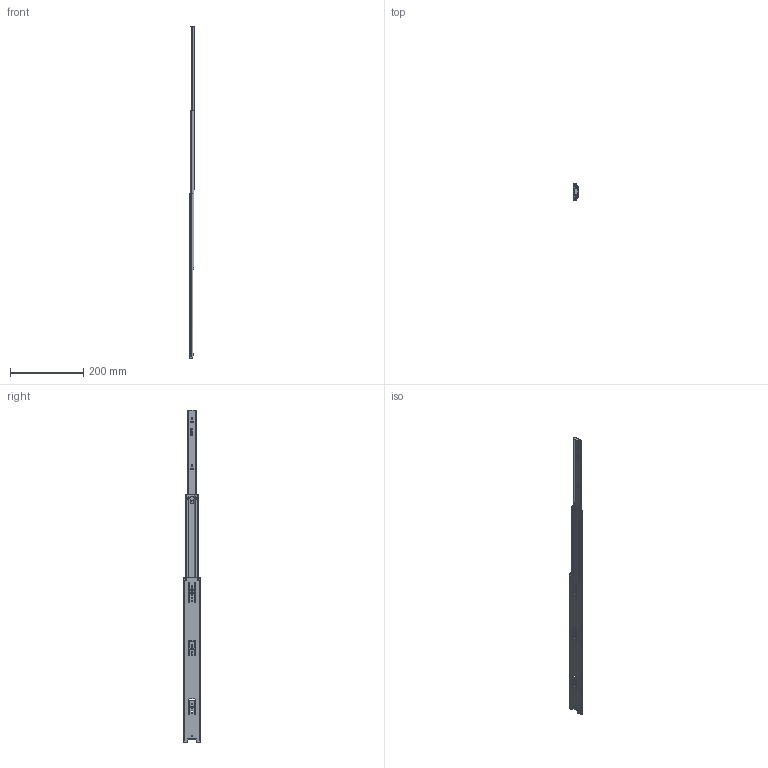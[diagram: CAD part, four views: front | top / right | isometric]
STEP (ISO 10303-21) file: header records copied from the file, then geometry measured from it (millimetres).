
FILE_DESCRIPTION(/* description */ ('Vollauszug Serie 072 450x457'),/* implementation_level */ '2;1');
FILE_NAME(/* name */ '07000077004.stp',/* time_stamp */ '2020-07-10T14:18:23+02:00',/* author */ ('Philipp Joos'),/* organization */ (''),/* preprocessor_version */ 'ST-DEVELOPER v18',/* originating_system */ 'Autodesk Inventor 2020',/* authorisation */ '');
FILE_SCHEMA (('AUTOMOTIVE_DESIGN { 1 0 10303 214 3 1 1 }'));
Length unit declared in the file: millimetre
Products named in the file (1): 07000077004
Bounding box: 12.7 x 45.5 x 907 mm (x, y, z)
Volume: 92933.6 mm3; surface area: 157599.9 mm2
Topology: 58 solids, 58 shells, 1002 faces, 3064 edges, 2021 vertices
Faces by surface type: plane 479, cylinder 458, sphere 50, torus 15
Full cylindrical faces by diameter (mm): 4 x2, 4.4 x4, 4.6 x2, 4.7 x2, 5 x65, 6.3 x3, 7.3 x1, 8 x1
Entity records: 36578 total; most frequent: CARTESIAN_POINT 7896, ORIENTED_EDGE 5932, DIRECTION 5866, EDGE_CURVE 2966, AXIS2_PLACEMENT_3D 2051, VERTEX_POINT 2021, LINE 1764, VECTOR 1764
